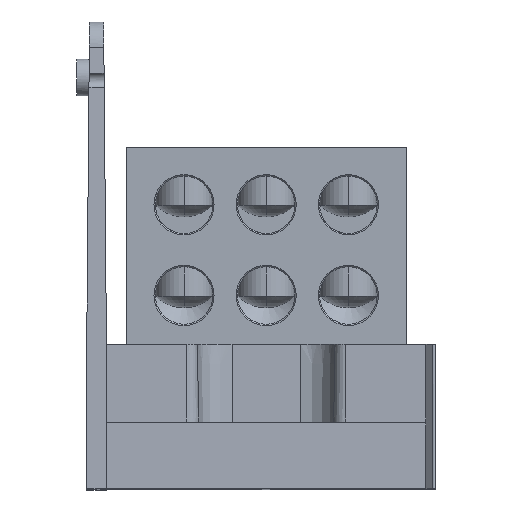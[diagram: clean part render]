
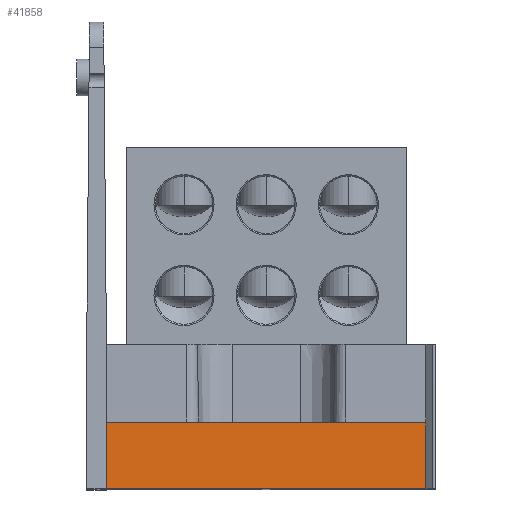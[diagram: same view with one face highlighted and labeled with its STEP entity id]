
A CAD part, top view. The second image highlights one B-rep face of the part: STEP entity #41858.
In plain terms, the highlighted planar face has unit normal (0, 0.035, 0.999).
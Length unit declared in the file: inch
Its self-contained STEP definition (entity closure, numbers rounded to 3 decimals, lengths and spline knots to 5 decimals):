
#3901 = VECTOR ( 'NONE', #49058, 39.37008 ) ;
#4765 = CARTESIAN_POINT ( 'NONE',  ( -1.215, 0., 2.75 ) ) ;
#4879 = LINE ( 'NONE', #4765, #37873 ) ;
#5912 = AXIS2_PLACEMENT_3D ( 'NONE', #21078, #51261, #25424 ) ;
#7030 = CARTESIAN_POINT ( 'NONE',  ( 1.215, 0., 2.75 ) ) ;
#9713 = VECTOR ( 'NONE', #19142, 39.37008 ) ;
#11789 = DIRECTION ( 'NONE',  ( 1., 0., 0. ) ) ;
#15354 = LINE ( 'NONE', #53025, #3901 ) ;
#15875 = LINE ( 'NONE', #28776, #38804 ) ;
#18129 = EDGE_CURVE ( 'NONE', #22423, #49273, #4879, .T. ) ;
#19142 = DIRECTION ( 'NONE',  ( 1., 0., 0. ) ) ;
#20144 = ORIENTED_EDGE ( 'NONE', *, *, #44678, .T. ) ;
#21078 = CARTESIAN_POINT ( 'NONE',  ( -1.215, 0., 2.75 ) ) ;
#22423 = VERTEX_POINT ( 'NONE', #25327 ) ;
#22522 = VERTEX_POINT ( 'NONE', #48375 ) ;
#25327 = CARTESIAN_POINT ( 'NONE',  ( -1.215, 0.5, 2.73254 ) ) ;
#25424 = DIRECTION ( 'NONE',  ( 0., -0.999, 0.035 ) ) ;
#28776 = CARTESIAN_POINT ( 'NONE',  ( -1.215, 0.5, 2.73254 ) ) ;
#29169 = ORIENTED_EDGE ( 'NONE', *, *, #45276, .F. ) ;
#29611 = PLANE ( 'NONE',  #5912 ) ;
#31998 = CARTESIAN_POINT ( 'NONE',  ( -1.215, 0., 2.75 ) ) ;
#34899 = DIRECTION ( 'NONE',  ( 0., -0.999, 0.035 ) ) ;
#35389 = ORIENTED_EDGE ( 'NONE', *, *, #54731, .F. ) ;
#37873 = VECTOR ( 'NONE', #34899, 39.37008 ) ;
#37912 = VERTEX_POINT ( 'NONE', #7030 ) ;
#38561 = FACE_OUTER_BOUND ( 'NONE', #40938, .T. ) ;
#38804 = VECTOR ( 'NONE', #11789, 39.37008 ) ;
#40938 = EDGE_LOOP ( 'NONE', ( #29169, #35389, #42997, #20144 ) ) ;
#41858 = ADVANCED_FACE ( 'NONE', ( #38561 ), #29611, .T. ) ;
#42997 = ORIENTED_EDGE ( 'NONE', *, *, #18129, .T. ) ;
#44678 = EDGE_CURVE ( 'NONE', #49273, #37912, #54197, .T. ) ;
#45276 = EDGE_CURVE ( 'NONE', #22522, #37912, #15354, .T. ) ;
#47961 = CARTESIAN_POINT ( 'NONE',  ( -1.215, 0., 2.75 ) ) ;
#48375 = CARTESIAN_POINT ( 'NONE',  ( 1.215, 0.5, 2.73254 ) ) ;
#49058 = DIRECTION ( 'NONE',  ( 0., -0.999, 0.035 ) ) ;
#49273 = VERTEX_POINT ( 'NONE', #47961 ) ;
#51261 = DIRECTION ( 'NONE',  ( 0., 0.035, 0.999 ) ) ;
#53025 = CARTESIAN_POINT ( 'NONE',  ( 1.215, 0., 2.75 ) ) ;
#54197 = LINE ( 'NONE', #31998, #9713 ) ;
#54731 = EDGE_CURVE ( 'NONE', #22423, #22522, #15875, .T. ) ;
